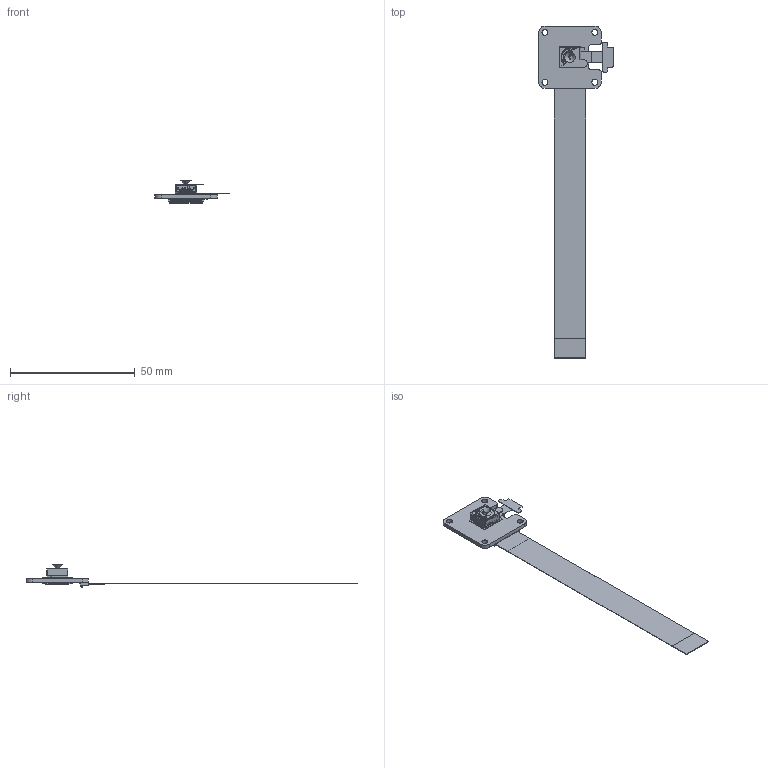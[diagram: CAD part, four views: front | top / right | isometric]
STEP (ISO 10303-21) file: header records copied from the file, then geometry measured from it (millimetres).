
FILE_DESCRIPTION (( 'STEP AP203' ), '1' );
FILE_NAME ('Camera.STEP', '2019-04-23T16:48:22', ( '' ), ( '' ), 'SwSTEP 2.0', 'SolidWorks 2016', '' );
FILE_SCHEMA (( 'CONFIG_CONTROL_DESIGN' ));
Length unit declared in the file: millimetre
Products named in the file (4): Camera; Molex 503566-2500; SBC cam_02-JUL; GEFF140668R_D_Module
Assembly tree (3 placements, depth 2):
  Camera
    Molex 503566-2500
    GEFF140668R_D_Module
    SBC cam_02-JUL
Bounding box: 29.82 x 133 x 9.12 mm (x, y, z)
Volume: 1388.6 mm3; surface area: 6633 mm2
Topology: 16 solids, 16 shells, 4926 faces, 14020 edges, 9146 vertices
Faces by surface type: plane 3663, cylinder 1009, cone 237, bspline 17
Entity records: 162106 total; most frequent: CARTESIAN_POINT 31644, ORIENTED_EDGE 28020, DIRECTION 25934, EDGE_CURVE 14010, LINE 11600, VECTOR 11600, VERTEX_POINT 9146, AXIS2_PLACEMENT_3D 7167
